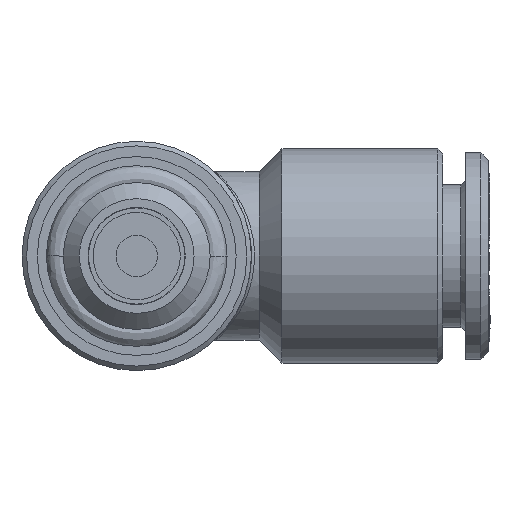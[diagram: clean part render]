
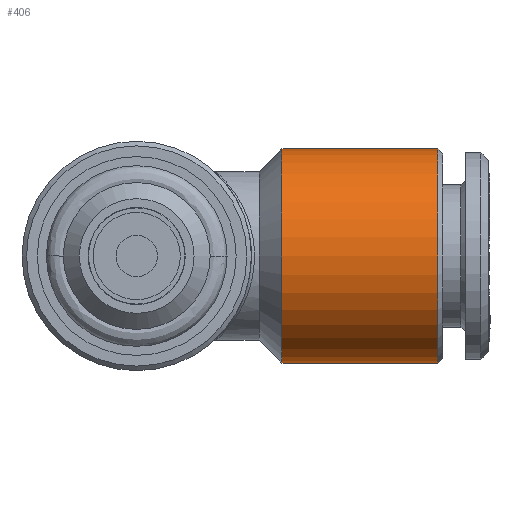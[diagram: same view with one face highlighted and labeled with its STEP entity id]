
A CAD part, front view. The second image highlights one B-rep face of the part: STEP entity #406.
In plain terms, the highlighted cylindrical face has radius 7 mm (diameter 14 mm), a full revolution.
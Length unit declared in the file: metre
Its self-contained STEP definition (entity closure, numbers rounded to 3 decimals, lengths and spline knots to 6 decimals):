
#406 = ADVANCED_FACE( 'NONE', ( #988, #989 ), #990, .T. );
#988 = FACE_OUTER_BOUND( '', #2533, .T. );
#989 = FACE_OUTER_BOUND( '', #2534, .T. );
#990 = CYLINDRICAL_SURFACE( '', #2535, 0.007 );
#2533 = EDGE_LOOP( '', ( #5307 ) );
#2534 = EDGE_LOOP( '', ( #5308 ) );
#2535 = AXIS2_PLACEMENT_3D( '', #5309, #5310, #5311 );
#5307 = ORIENTED_EDGE( '', *, *, #7026, .T. );
#5308 = ORIENTED_EDGE( '', *, *, #7027, .F. );
#5309 = CARTESIAN_POINT( '', ( -0.005577, 0.0154, 0. ) );
#5310 = DIRECTION( '', ( -1., 0., 0. ) );
#5311 = DIRECTION( '', ( 0., 0., 1. ) );
#7026 = EDGE_CURVE( 'NONE', #7980, #7980, #7981, .T. );
#7027 = EDGE_CURVE( 'NONE', #7982, #7982, #7983, .T. );
#7980 = VERTEX_POINT( '', #10201 );
#7981 = CIRCLE( '', #10202, 0.007 );
#7982 = VERTEX_POINT( '', #10203 );
#7983 = CIRCLE( '', #10204, 0.007 );
#10201 = CARTESIAN_POINT( '', ( 0.0197, 0.0154, 0.007 ) );
#10202 = AXIS2_PLACEMENT_3D( '', #12893, #12894, #12895 );
#10203 = CARTESIAN_POINT( '', ( 0.0095, 0.0154, -0.007 ) );
#10204 = AXIS2_PLACEMENT_3D( '', #12896, #12897, #12898 );
#12893 = CARTESIAN_POINT( '', ( 0.0197, 0.0154, 0. ) );
#12894 = DIRECTION( '', ( -1., 0., 0. ) );
#12895 = DIRECTION( '', ( 0., 0., 1. ) );
#12896 = CARTESIAN_POINT( '', ( 0.0095, 0.0154, 0. ) );
#12897 = DIRECTION( '', ( -1., 0., 0. ) );
#12898 = DIRECTION( '', ( 0., 0., -1. ) );
